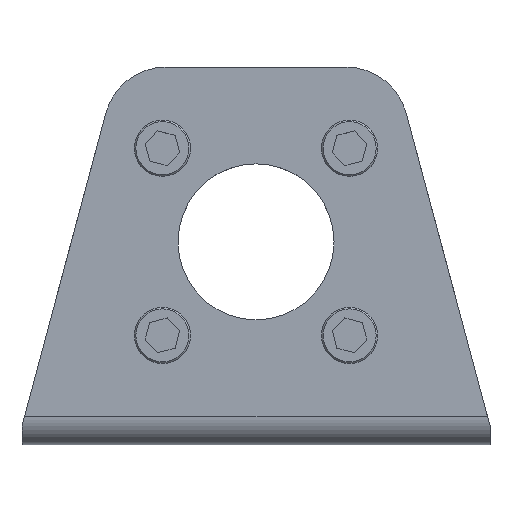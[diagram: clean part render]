
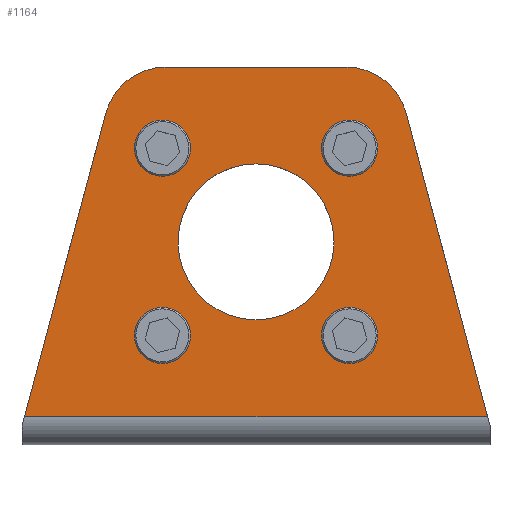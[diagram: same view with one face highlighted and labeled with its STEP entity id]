
A CAD part, top view. The second image highlights one B-rep face of the part: STEP entity #1164.
In plain terms, the highlighted planar face has unit normal (0, 0, 1).
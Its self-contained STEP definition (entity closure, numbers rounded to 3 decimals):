
#38 = VERTEX_POINT ( 'NONE', #2403 ) ;
#43 = VERTEX_POINT ( 'NONE', #2095 ) ;
#51 = EDGE_LOOP ( 'NONE', ( #2181, #1941 ) ) ;
#54 = VECTOR ( 'NONE', #1844, 1000. ) ;
#135 = ORIENTED_EDGE ( 'NONE', *, *, #1364, .F. ) ;
#183 = AXIS2_PLACEMENT_3D ( 'NONE', #2422, #2388, #1508 ) ;
#191 = DIRECTION ( 'NONE',  ( 0., 0., 1. ) ) ;
#210 = CARTESIAN_POINT ( 'NONE',  ( 0., 0., 6. ) ) ;
#240 = ORIENTED_EDGE ( 'NONE', *, *, #2043, .T. ) ;
#271 = AXIS2_PLACEMENT_3D ( 'NONE', #210, #455, #1203 ) ;
#281 = LINE ( 'NONE', #2528, #422 ) ;
#301 = CIRCLE ( 'NONE', #271, 25. ) ;
#355 = FACE_BOUND ( 'NONE', #579, .T. ) ;
#369 = ORIENTED_EDGE ( 'NONE', *, *, #660, .T. ) ;
#392 = FACE_BOUND ( 'NONE', #1574, .T. ) ;
#422 = VECTOR ( 'NONE', #2627, 1000. ) ;
#427 = CARTESIAN_POINT ( 'NONE',  ( 30., -30., 6. ) ) ;
#455 = DIRECTION ( 'NONE',  ( 0., 0., -1. ) ) ;
#514 = DIRECTION ( 'NONE',  ( 0., 0., 1. ) ) ;
#576 = CARTESIAN_POINT ( 'NONE',  ( 30., 30., 6. ) ) ;
#579 = EDGE_LOOP ( 'NONE', ( #2001, #135 ) ) ;
#581 = AXIS2_PLACEMENT_3D ( 'NONE', #2379, #2096, #1955 ) ;
#643 = CIRCLE ( 'NONE', #183, 9. ) ;
#660 = EDGE_CURVE ( 'NONE', #1782, #1181, #2325, .T. ) ;
#663 = CARTESIAN_POINT ( 'NONE',  ( 74.196, -56., 6. ) ) ;
#665 = PLANE ( 'NONE',  #885 ) ;
#727 = DIRECTION ( 'NONE',  ( 0., 0., 1. ) ) ;
#753 = EDGE_LOOP ( 'NONE', ( #1201, #2226 ) ) ;
#759 = ORIENTED_EDGE ( 'NONE', *, *, #1829, .F. ) ;
#787 = CARTESIAN_POINT ( 'NONE',  ( -39., 30., 6. ) ) ;
#788 = VERTEX_POINT ( 'NONE', #1934 ) ;
#790 = VERTEX_POINT ( 'NONE', #1935 ) ;
#839 = CARTESIAN_POINT ( 'NONE',  ( 25., 0., 6. ) ) ;
#840 = CIRCLE ( 'NONE', #581, 9. ) ;
#873 = VERTEX_POINT ( 'NONE', #2323 ) ;
#885 = AXIS2_PLACEMENT_3D ( 'NONE', #2272, #1067, #1285 ) ;
#897 = CIRCLE ( 'NONE', #2294, 20. ) ;
#908 = ORIENTED_EDGE ( 'NONE', *, *, #2010, .F. ) ;
#911 = AXIS2_PLACEMENT_3D ( 'NONE', #427, #727, #2739 ) ;
#918 = FACE_BOUND ( 'NONE', #753, .T. ) ;
#962 = VERTEX_POINT ( 'NONE', #2568 ) ;
#977 = EDGE_CURVE ( 'NONE', #790, #38, #281, .T. ) ;
#1040 = CARTESIAN_POINT ( 'NONE',  ( -30., -30., 6. ) ) ;
#1054 = ORIENTED_EDGE ( 'NONE', *, *, #2342, .T. ) ;
#1067 = DIRECTION ( 'NONE',  ( 0., 0., 1. ) ) ;
#1074 = DIRECTION ( 'NONE',  ( 0., 0., 1. ) ) ;
#1085 = DIRECTION ( 'NONE',  ( 0., 1., 0. ) ) ;
#1115 = EDGE_LOOP ( 'NONE', ( #240, #1054 ) ) ;
#1146 = AXIS2_PLACEMENT_3D ( 'NONE', #2453, #191, #1792 ) ;
#1156 = CIRCLE ( 'NONE', #1410, 9. ) ;
#1158 = VERTEX_POINT ( 'NONE', #839 ) ;
#1164 = ADVANCED_FACE ( 'NONE', ( #355, #918, #2711, #392, #1457, #1251 ), #665, .T. ) ;
#1181 = VERTEX_POINT ( 'NONE', #1324 ) ;
#1201 = ORIENTED_EDGE ( 'NONE', *, *, #1966, .F. ) ;
#1202 = AXIS2_PLACEMENT_3D ( 'NONE', #2715, #2706, #2704 ) ;
#1203 = DIRECTION ( 'NONE',  ( -1., 0., 0. ) ) ;
#1228 = CIRCLE ( 'NONE', #1340, 20. ) ;
#1249 = EDGE_CURVE ( 'NONE', #2224, #43, #1496, .T. ) ;
#1251 = FACE_OUTER_BOUND ( 'NONE', #1585, .T. ) ;
#1253 = CARTESIAN_POINT ( 'NONE',  ( 21., -30., 6. ) ) ;
#1272 = VERTEX_POINT ( 'NONE', #1927 ) ;
#1285 = DIRECTION ( 'NONE',  ( 1., 0., 0. ) ) ;
#1297 = ORIENTED_EDGE ( 'NONE', *, *, #977, .T. ) ;
#1313 = ORIENTED_EDGE ( 'NONE', *, *, #2190, .T. ) ;
#1317 = CARTESIAN_POINT ( 'NONE',  ( -21., -30., 6. ) ) ;
#1324 = CARTESIAN_POINT ( 'NONE',  ( 48.158, 41.176, 6. ) ) ;
#1329 = LINE ( 'NONE', #2781, #1395 ) ;
#1334 = CIRCLE ( 'NONE', #1202, 25. ) ;
#1340 = AXIS2_PLACEMENT_3D ( 'NONE', #1441, #1418, #1385 ) ;
#1360 = VERTEX_POINT ( 'NONE', #2088 ) ;
#1364 = EDGE_CURVE ( 'NONE', #2018, #1272, #840, .T. ) ;
#1373 = ORIENTED_EDGE ( 'NONE', *, *, #2057, .T. ) ;
#1385 = DIRECTION ( 'NONE',  ( 1., 0., 0. ) ) ;
#1392 = CARTESIAN_POINT ( 'NONE',  ( -48.158, 41.176, 6. ) ) ;
#1395 = VECTOR ( 'NONE', #2197, 1000. ) ;
#1408 = DIRECTION ( 'NONE',  ( 1., 0., 0. ) ) ;
#1410 = AXIS2_PLACEMENT_3D ( 'NONE', #2283, #2270, #2213 ) ;
#1418 = DIRECTION ( 'NONE',  ( 0., 0., 1. ) ) ;
#1429 = CIRCLE ( 'NONE', #1146, 9. ) ;
#1432 = DIRECTION ( 'NONE',  ( 0., 0., 1. ) ) ;
#1441 = CARTESIAN_POINT ( 'NONE',  ( 28.839, 36., 6. ) ) ;
#1457 = FACE_BOUND ( 'NONE', #1115, .T. ) ;
#1458 = CARTESIAN_POINT ( 'NONE',  ( -28.839, 36., 6. ) ) ;
#1496 = LINE ( 'NONE', #1817, #54 ) ;
#1508 = DIRECTION ( 'NONE',  ( 1., 0., 0. ) ) ;
#1521 = VERTEX_POINT ( 'NONE', #787 ) ;
#1532 = AXIS2_PLACEMENT_3D ( 'NONE', #576, #514, #2675 ) ;
#1542 = DIRECTION ( 'NONE',  ( -0.259, 0.966, 0. ) ) ;
#1547 = CIRCLE ( 'NONE', #1532, 9. ) ;
#1574 = EDGE_LOOP ( 'NONE', ( #908, #759 ) ) ;
#1585 = EDGE_LOOP ( 'NONE', ( #2736, #1373, #369, #1991, #1297, #1313 ) ) ;
#1588 = CARTESIAN_POINT ( 'NONE',  ( 44.186, 56., 6. ) ) ;
#1649 = EDGE_CURVE ( 'NONE', #962, #2242, #2285, .T. ) ;
#1657 = CIRCLE ( 'NONE', #1747, 9. ) ;
#1747 = AXIS2_PLACEMENT_3D ( 'NONE', #1896, #1996, #2296 ) ;
#1782 = VERTEX_POINT ( 'NONE', #663 ) ;
#1792 = DIRECTION ( 'NONE',  ( 1., 0., 0. ) ) ;
#1817 = CARTESIAN_POINT ( 'NONE',  ( -44.186, 56., 6. ) ) ;
#1829 = EDGE_CURVE ( 'NONE', #788, #1521, #643, .T. ) ;
#1836 = CIRCLE ( 'NONE', #2086, 9. ) ;
#1844 = DIRECTION ( 'NONE',  ( -0.259, -0.966, 0. ) ) ;
#1896 = CARTESIAN_POINT ( 'NONE',  ( 30., -30., 6. ) ) ;
#1927 = CARTESIAN_POINT ( 'NONE',  ( -39., -30., 6. ) ) ;
#1934 = CARTESIAN_POINT ( 'NONE',  ( -21., 30., 6. ) ) ;
#1935 = CARTESIAN_POINT ( 'NONE',  ( 28.839, 56., 6. ) ) ;
#1941 = ORIENTED_EDGE ( 'NONE', *, *, #2132, .F. ) ;
#1943 = EDGE_CURVE ( 'NONE', #1272, #2018, #1836, .T. ) ;
#1955 = DIRECTION ( 'NONE',  ( 0., 1., 0. ) ) ;
#1966 = EDGE_CURVE ( 'NONE', #2242, #962, #1657, .T. ) ;
#1991 = ORIENTED_EDGE ( 'NONE', *, *, #2078, .T. ) ;
#1995 = EDGE_CURVE ( 'NONE', #1360, #2655, #1547, .T. ) ;
#1996 = DIRECTION ( 'NONE',  ( 0., 0., 1. ) ) ;
#2001 = ORIENTED_EDGE ( 'NONE', *, *, #1943, .F. ) ;
#2010 = EDGE_CURVE ( 'NONE', #1521, #788, #1429, .T. ) ;
#2018 = VERTEX_POINT ( 'NONE', #1317 ) ;
#2043 = EDGE_CURVE ( 'NONE', #873, #1158, #1334, .T. ) ;
#2057 = EDGE_CURVE ( 'NONE', #43, #1782, #1329, .T. ) ;
#2078 = EDGE_CURVE ( 'NONE', #1181, #790, #1228, .T. ) ;
#2086 = AXIS2_PLACEMENT_3D ( 'NONE', #1040, #1074, #1085 ) ;
#2088 = CARTESIAN_POINT ( 'NONE',  ( 21., 30., 6. ) ) ;
#2095 = CARTESIAN_POINT ( 'NONE',  ( -74.196, -56., 6. ) ) ;
#2096 = DIRECTION ( 'NONE',  ( 0., 0., 1. ) ) ;
#2132 = EDGE_CURVE ( 'NONE', #2655, #1360, #1156, .T. ) ;
#2181 = ORIENTED_EDGE ( 'NONE', *, *, #1995, .F. ) ;
#2190 = EDGE_CURVE ( 'NONE', #38, #2224, #897, .T. ) ;
#2197 = DIRECTION ( 'NONE',  ( 1., 0., 0. ) ) ;
#2213 = DIRECTION ( 'NONE',  ( 0., -1., 0. ) ) ;
#2224 = VERTEX_POINT ( 'NONE', #1392 ) ;
#2226 = ORIENTED_EDGE ( 'NONE', *, *, #1649, .F. ) ;
#2242 = VERTEX_POINT ( 'NONE', #1253 ) ;
#2270 = DIRECTION ( 'NONE',  ( 0., 0., 1. ) ) ;
#2272 = CARTESIAN_POINT ( 'NONE',  ( 44.186, 56., 6. ) ) ;
#2283 = CARTESIAN_POINT ( 'NONE',  ( 30., 30., 6. ) ) ;
#2285 = CIRCLE ( 'NONE', #911, 9. ) ;
#2294 = AXIS2_PLACEMENT_3D ( 'NONE', #1458, #1432, #1408 ) ;
#2296 = DIRECTION ( 'NONE',  ( -1., 0., 0. ) ) ;
#2323 = CARTESIAN_POINT ( 'NONE',  ( -25., 0., 6. ) ) ;
#2325 = LINE ( 'NONE', #1588, #2756 ) ;
#2342 = EDGE_CURVE ( 'NONE', #1158, #873, #301, .T. ) ;
#2345 = CARTESIAN_POINT ( 'NONE',  ( 39., 30., 6. ) ) ;
#2379 = CARTESIAN_POINT ( 'NONE',  ( -30., -30., 6. ) ) ;
#2388 = DIRECTION ( 'NONE',  ( 0., 0., 1. ) ) ;
#2403 = CARTESIAN_POINT ( 'NONE',  ( -28.839, 56., 6. ) ) ;
#2422 = CARTESIAN_POINT ( 'NONE',  ( -30., 30., 6. ) ) ;
#2453 = CARTESIAN_POINT ( 'NONE',  ( -30., 30., 6. ) ) ;
#2528 = CARTESIAN_POINT ( 'NONE',  ( -44.186, 56., 6. ) ) ;
#2568 = CARTESIAN_POINT ( 'NONE',  ( 39., -30., 6. ) ) ;
#2627 = DIRECTION ( 'NONE',  ( -1., 0., 0. ) ) ;
#2655 = VERTEX_POINT ( 'NONE', #2345 ) ;
#2675 = DIRECTION ( 'NONE',  ( 0., -1., 0. ) ) ;
#2704 = DIRECTION ( 'NONE',  ( -1., 0., 0. ) ) ;
#2706 = DIRECTION ( 'NONE',  ( 0., 0., -1. ) ) ;
#2711 = FACE_BOUND ( 'NONE', #51, .T. ) ;
#2715 = CARTESIAN_POINT ( 'NONE',  ( 0., 0., 6. ) ) ;
#2736 = ORIENTED_EDGE ( 'NONE', *, *, #1249, .T. ) ;
#2739 = DIRECTION ( 'NONE',  ( -1., 0., 0. ) ) ;
#2756 = VECTOR ( 'NONE', #1542, 1000. ) ;
#2781 = CARTESIAN_POINT ( 'NONE',  ( 75., -56., 6. ) ) ;
